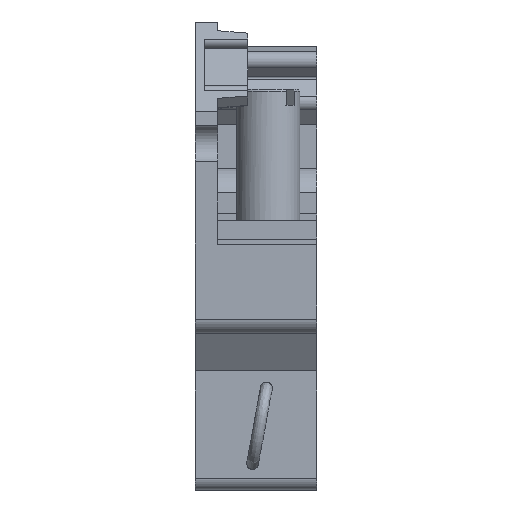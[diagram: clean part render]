
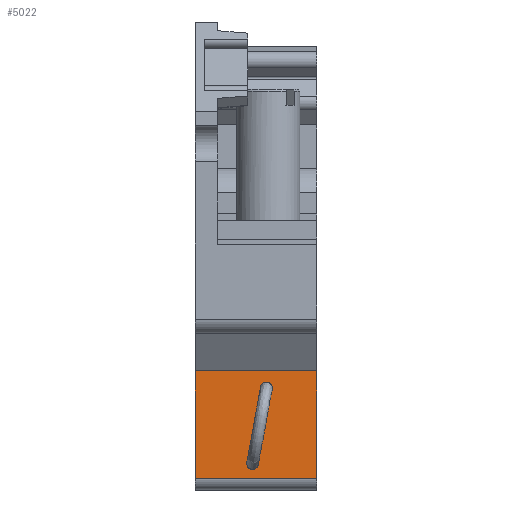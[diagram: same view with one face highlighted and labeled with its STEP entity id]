
A CAD part, left-side view. The second image highlights one B-rep face of the part: STEP entity #5022.
In plain terms, the highlighted planar face has unit normal (-1, 0, 0).
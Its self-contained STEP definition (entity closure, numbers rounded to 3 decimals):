
#261=B_SPLINE_CURVE_WITH_KNOTS('',3,(#7467,#7468,#7469,#7470,#7471,#7472,
#7473,#7474,#7475,#7476,#7477),.UNSPECIFIED.,.T.,.F.,(1,1,1,1,1,1,1,1,1,
1,1,1,1,1,1),(-0.002,-0.001,-0.001,
0.,0.001,0.001,0.002,0.002,
0.003,0.003,0.004,0.004,
0.005,0.005,0.006),
 .UNSPECIFIED.);
#262=B_SPLINE_CURVE_WITH_KNOTS('',3,(#7479,#7480,#7481,#7482,#7483,#7484,
#7485,#7486,#7487,#7488),.UNSPECIFIED.,.T.,.F.,(1,1,1,1,1,1,1,1,1,1,1,1,
1,1),(-0.002,-0.001,-0.001,0.,
0.001,0.001,0.002,0.003,
0.003,0.004,0.004,0.005,
0.005,0.006),.UNSPECIFIED.);
#1145=ORIENTED_EDGE('',*,*,#1779,.T.);
#1146=ORIENTED_EDGE('',*,*,#1780,.T.);
#1147=ORIENTED_EDGE('',*,*,#1524,.T.);
#1148=ORIENTED_EDGE('',*,*,#1741,.F.);
#1149=ORIENTED_EDGE('',*,*,#1781,.T.);
#1150=ORIENTED_EDGE('',*,*,#1782,.T.);
#1524=EDGE_CURVE('',#1995,#1994,#2299,.T.);
#1741=EDGE_CURVE('',#2139,#1994,#2472,.T.);
#1779=EDGE_CURVE('',#2139,#2151,#2507,.T.);
#1780=EDGE_CURVE('',#2151,#1995,#2508,.T.);
#1781=EDGE_CURVE('',#2152,#2152,#261,.T.);
#1782=EDGE_CURVE('',#2153,#2153,#262,.T.);
#1994=VERTEX_POINT('',#6956);
#1995=VERTEX_POINT('',#6958);
#2139=VERTEX_POINT('',#7392);
#2151=VERTEX_POINT('',#7465);
#2152=VERTEX_POINT('',#7478);
#2153=VERTEX_POINT('',#7489);
#2299=LINE('',#6957,#2651);
#2472=LINE('',#7393,#2824);
#2507=LINE('',#7464,#2859);
#2508=LINE('',#7466,#2860);
#2651=VECTOR('',#5809,1000.);
#2824=VECTOR('',#6218,1000.);
#2859=VECTOR('',#6303,1000.);
#2860=VECTOR('',#6304,1000.);
#3087=EDGE_LOOP('',(#1145,#1146,#1147,#1148));
#3088=EDGE_LOOP('',(#1149));
#3089=EDGE_LOOP('',(#1150));
#3312=FACE_BOUND('',#3087,.T.);
#3313=FACE_BOUND('',#3088,.T.);
#3314=FACE_BOUND('',#3089,.T.);
#3454=PLANE('',#5345);
#5022=ADVANCED_FACE('',(#3312,#3313,#3314),#3454,.F.);
#5345=AXIS2_PLACEMENT_3D('',#7463,#6301,#6302);
#5809=DIRECTION('',(0.,0.,-1.));
#6218=DIRECTION('',(0.,1.,0.));
#6301=DIRECTION('',(1.,0.,0.));
#6302=DIRECTION('',(0.,0.,-1.));
#6303=DIRECTION('',(0.,0.,1.));
#6304=DIRECTION('',(0.,1.,0.));
#6956=CARTESIAN_POINT('',(-5.002,0.,-23.749));
#6957=CARTESIAN_POINT('',(-5.002,0.,-23.749));
#6958=CARTESIAN_POINT('',(-5.002,0.,-11.099));
#7392=CARTESIAN_POINT('',(-5.002,-13.,-23.749));
#7393=CARTESIAN_POINT('',(-5.002,-2.4,-23.749));
#7463=CARTESIAN_POINT('',(-5.002,-2.4,-23.749));
#7464=CARTESIAN_POINT('',(-5.002,-13.,-23.749));
#7465=CARTESIAN_POINT('',(-5.002,-13.,-11.099));
#7466=CARTESIAN_POINT('',(-5.002,-2.4,-11.099));
#7467=CARTESIAN_POINT('',(-5.002,-5.664,-21.588));
#7468=CARTESIAN_POINT('',(-5.002,-6.164,-21.286));
#7469=CARTESIAN_POINT('',(-5.002,-6.675,-21.578));
#7470=CARTESIAN_POINT('',(-5.002,-6.844,-22.111));
#7471=CARTESIAN_POINT('',(-5.002,-6.634,-22.622));
#7472=CARTESIAN_POINT('',(-5.002,-6.13,-22.904));
#7473=CARTESIAN_POINT('',(-5.002,-5.612,-22.628));
#7474=CARTESIAN_POINT('',(-5.002,-5.442,-22.092));
#7475=CARTESIAN_POINT('',(-5.002,-5.664,-21.588));
#7476=CARTESIAN_POINT('',(-5.002,-6.164,-21.286));
#7477=CARTESIAN_POINT('',(-5.002,-6.675,-21.578));
#7478=CARTESIAN_POINT('',(-5.002,-6.166,-21.385));
#7479=CARTESIAN_POINT('',(-5.002,-7.989,-14.722));
#7480=CARTESIAN_POINT('',(-5.002,-7.452,-14.849));
#7481=CARTESIAN_POINT('',(-5.002,-7.02,-14.509));
#7482=CARTESIAN_POINT('',(-5.002,-6.868,-13.795));
#7483=CARTESIAN_POINT('',(-5.002,-7.617,-13.295));
#7484=CARTESIAN_POINT('',(-5.002,-8.204,-13.747));
#7485=CARTESIAN_POINT('',(-5.002,-8.313,-14.28));
#7486=CARTESIAN_POINT('',(-5.002,-7.989,-14.722));
#7487=CARTESIAN_POINT('',(-5.002,-7.452,-14.849));
#7488=CARTESIAN_POINT('',(-5.002,-7.02,-14.509));
#7489=CARTESIAN_POINT('',(-5.002,-7.47,-14.771));
